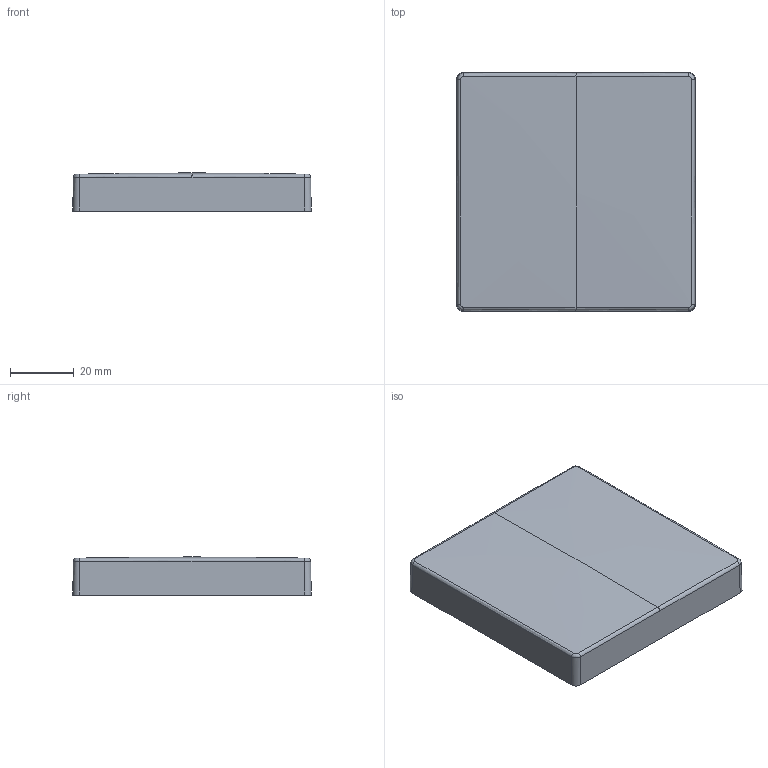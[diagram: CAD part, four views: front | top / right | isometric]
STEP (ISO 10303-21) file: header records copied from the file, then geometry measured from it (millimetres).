
FILE_DESCRIPTION (( 'STEP AP203' ), '1' );
FILE_NAME ('44810000.STEP', '2019-01-14T07:13:15', ( '' ), ( '' ), 'SwSTEP 2.0', 'SolidWorks 2016', '' );
FILE_SCHEMA (( 'CONFIG_CONTROL_DESIGN' ));
Length unit declared in the file: millimetre
Products named in the file (1): 44810000
Bounding box: 75 x 75 x 12 mm (x, y, z)
Volume: 65799.9 mm3; surface area: 14497.2 mm2
Topology: 1 solids, 1 shells, 21 faces, 47 edges, 28 vertices
Faces by surface type: bspline 12, plane 5, cylinder 4
Entity records: 1366 total; most frequent: CARTESIAN_POINT 941, ORIENTED_EDGE 94, EDGE_CURVE 47, B_SPLINE_CURVE_WITH_KNOTS 40, VERTEX_POINT 28, DIRECTION 27, FACE_OUTER_BOUND 21, ADVANCED_FACE 21
